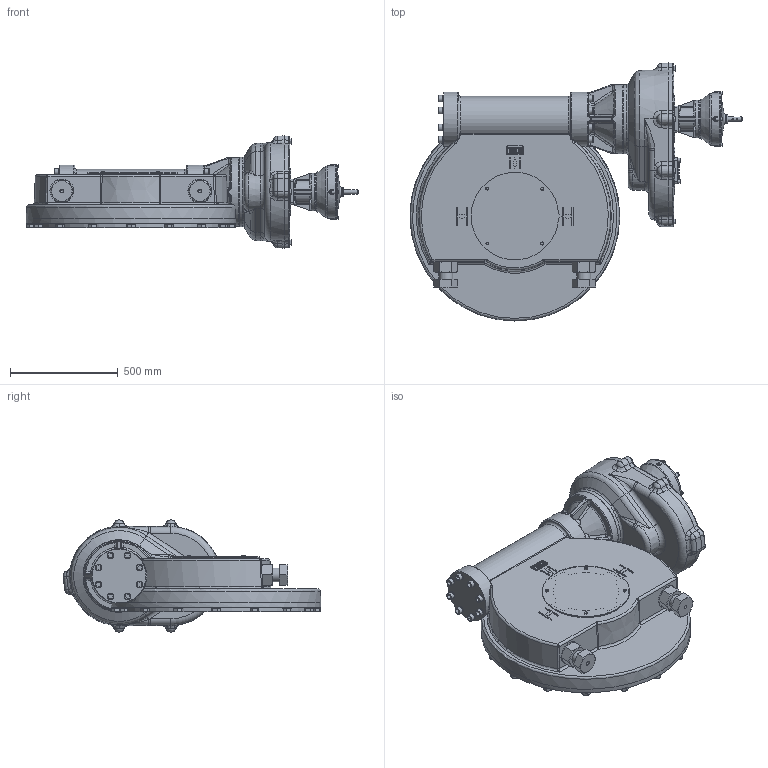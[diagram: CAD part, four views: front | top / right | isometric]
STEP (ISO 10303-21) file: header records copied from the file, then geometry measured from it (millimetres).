
FILE_DESCRIPTION(/* description */ ('Unknown'),/* implementation_level */ '2;1');
FILE_NAME(/* name */ 'PUB-HOW13-IR4-8-MPR10-12-MAN_SOLID_0-1',/* time_stamp */ '2019-10-23T11:32:29+01:00',/* author */ ('Unknown'),/* organization */ ('Unknown'),/* preprocessor_version */ 'ST-DEVELOPER v16.7',/* originating_system */ 'DEX',/* authorisation */ $);
FILE_SCHEMA (('AUTOMOTIVE_DESIGN {1 0 10303 214 3 1 1}'));
Products named in the file (1): PUB-HOW13-IR4-8-MPR10-12-MAN_SOLID_0-1
Bounding box: 1539.2 x 1195.99 x 519.96 mm (x, y, z)
Volume: 208897289.8 mm3; surface area: 4191429.5 mm2
Topology: 1 solids, 1 shells, 3151 faces, 7664 edges, 4825 vertices
Faces by surface type: plane 1269, bspline 1138, cone 363, cylinder 221, torus 122, sphere 38
Full cylindrical faces by diameter (mm): 2 x2, 6 x2, 12 x2, 13.27 x4, 17.5 x2, 18 x8, 20 x2, 20.5 x1, 22.098 x1, 24.7 x1, 25 x1, 29.5 x1, 30 x17, 30.7 x16, 31.67 x40, 39 x16, 64 x2, 80 x1, 110 x2, 175 x1, 250 x2, 320 x1, 400 x2, 871 x1, 972 x1
Entity records: 128885 total; most frequent: CARTESIAN_POINT 66094, ORIENTED_EDGE 14426, DIRECTION 9435, EDGE_CURVE 7213, VERTEX_POINT 4710, FACE_BOUND 3807, EDGE_LOOP 3785, AXIS2_PLACEMENT_3D 3380
